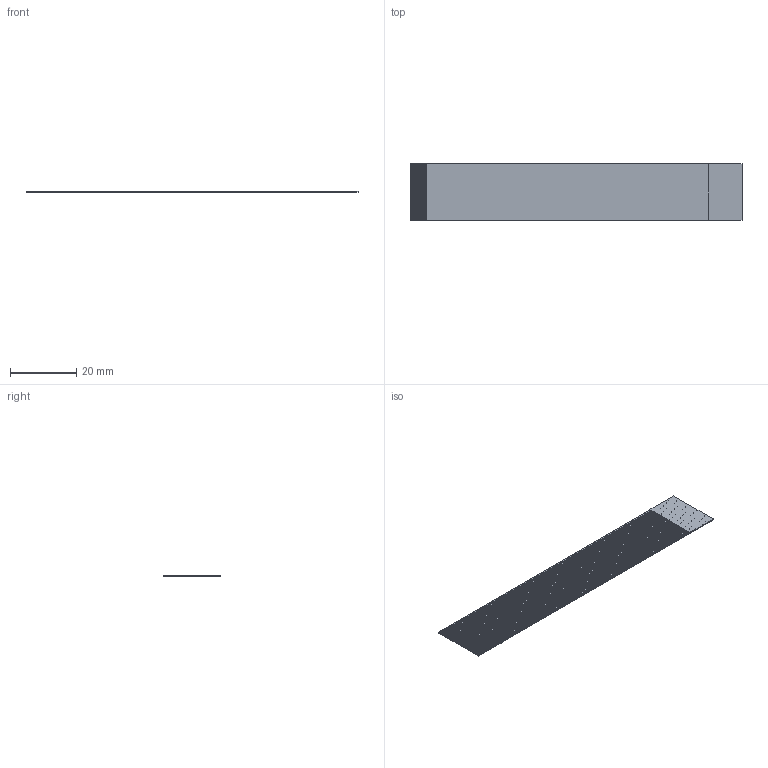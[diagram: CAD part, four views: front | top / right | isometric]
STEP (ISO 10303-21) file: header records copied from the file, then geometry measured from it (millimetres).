
FILE_DESCRIPTION(/* description */ ('Unknown'),/* implementation_level */ '2;1');
FILE_NAME(/* name */ '687733100002',/* time_stamp */ '2020-02-17T17:21:25+01:00',/* author */ ('Unknown'),/* organization */ ('Unknown'),/* preprocessor_version */ 'ST-DEVELOPER v16.7',/* originating_system */ 'DEX',/* authorisation */ $);
FILE_SCHEMA (('AUTOMOTIVE_DESIGN {1 0 10303 214 3 1 1}'));
Length unit declared in the file: millimetre
Products named in the file (2): 6877xx100002; 687733100002
Assembly tree (1 placements, depth 2):
  6877xx100002
    687733100002
Bounding box: 100 x 17 x 0.59 mm (x, y, z)
Volume: 254.1 mm3; surface area: 5566.7 mm2
Topology: 1 solids, 1 shells, 218 faces, 706 edges, 424 vertices
Faces by surface type: plane 218
Entity records: 9202 total; most frequent: ORIENTED_EDGE 1412, CARTESIAN_POINT 1358, DIRECTION 1142, EDGE_CURVE 706, LINE 702, VECTOR 702, VERTEX_POINT 424, AXIS2_PLACEMENT_3D 220
